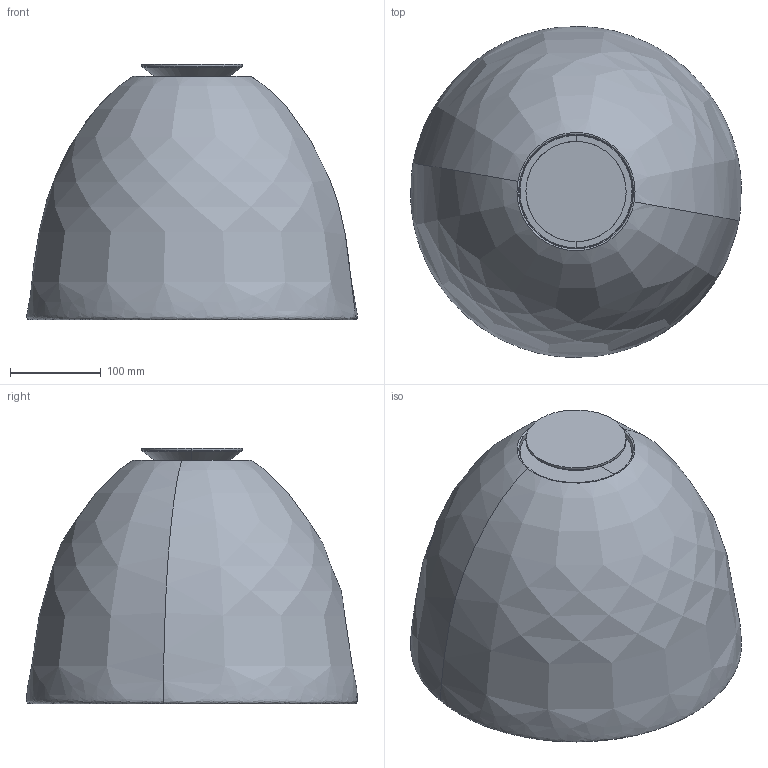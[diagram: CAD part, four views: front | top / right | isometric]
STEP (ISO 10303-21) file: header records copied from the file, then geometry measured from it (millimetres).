
FILE_DESCRIPTION(/* description */ (''),/* implementation_level */ '2;1');
FILE_NAME(/* name */ 'Nur_Mini_Soffitto_3D',/* time_stamp */ '2011-11-07T11:39:23+01:00',/* author */ (''),/* organization */ (''),/* preprocessor_version */ 'ST-DEVELOPER v10',/* originating_system */ '',/* authorisation */ '');
FILE_SCHEMA (('CONFIG_CONTROL_DESIGN'));
Length unit declared in the file: centimetre
Products named in the file (1): 1
Bounding box: 364.89 x 365.56 x 282.54 mm (x, y, z)
Volume: 208938.6 mm3; surface area: 453107.4 mm2
Topology: 1 solids, 4 shells, 41 faces, 101 edges, 60 vertices
Faces by surface type: bspline 41
Entity records: 1660 total; most frequent: CARTESIAN_POINT 1087, ORIENTED_EDGE 189, EDGE_CURVE 99, VERTEX_POINT 60, EDGE_LOOP 42, ADVANCED_FACE 41, FACE_OUTER_BOUND 41, ORGANIZATION 7
